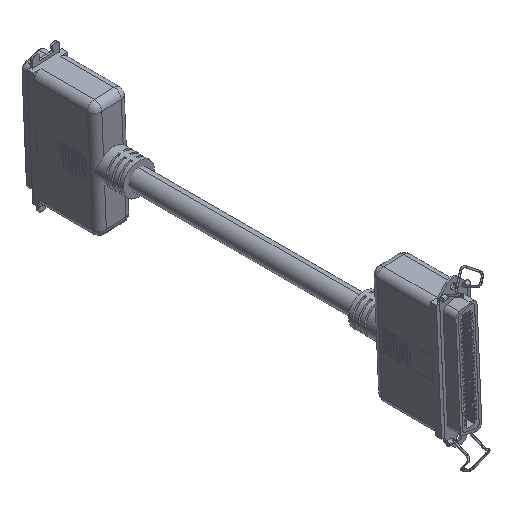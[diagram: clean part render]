
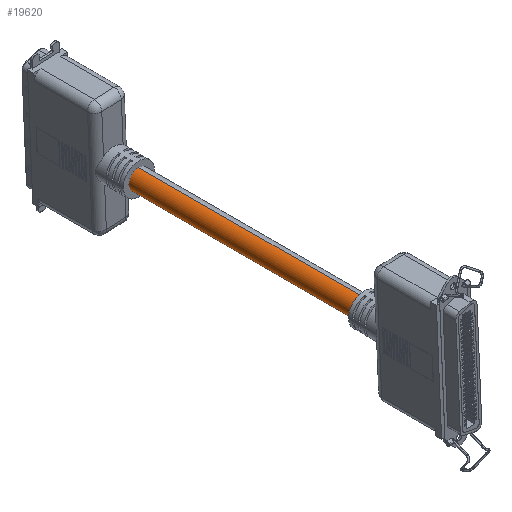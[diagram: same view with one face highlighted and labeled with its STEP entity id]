
A CAD part, isometric view. The second image highlights one B-rep face of the part: STEP entity #19620.
In plain terms, the highlighted cylindrical face has radius 5.461 mm (diameter 10.922 mm), a partial arc.
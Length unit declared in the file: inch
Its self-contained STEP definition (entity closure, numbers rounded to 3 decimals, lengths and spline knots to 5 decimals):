
#19604 = VERTEX_POINT ( 'NONE', #28901 ) ;
#19605 = VERTEX_POINT ( 'NONE', #28900 ) ;
#19607 = EDGE_CURVE ( 'NONE', #19604, #19609, #28899, .T. ) ;
#19609 = VERTEX_POINT ( 'NONE', #28895 ) ;
#19616 = VERTEX_POINT ( 'NONE', #28889 ) ;
#19618 = EDGE_CURVE ( 'NONE', #19605, #19616, #28888, .T. ) ;
#19620 = ADVANCED_FACE ( 'NONE', ( #28884 ), #28882, .T. ) ;
#19711 = EDGE_LOOP ( 'NONE', ( #19714, #19715, #19717, #19719 ) ) ;
#19714 = ORIENTED_EDGE ( 'NONE', *, *, #19607, .F. ) ;
#19715 = ORIENTED_EDGE ( 'NONE', *, *, #19716, .F. ) ;
#19716 = EDGE_CURVE ( 'NONE', #19605, #19604, #28979, .T. ) ;
#19717 = ORIENTED_EDGE ( 'NONE', *, *, #19618, .T. ) ;
#19719 = ORIENTED_EDGE ( 'NONE', *, *, #19720, .T. ) ;
#19720 = EDGE_CURVE ( 'NONE', #19616, #19609, #28974, .T. ) ;
#28878 = DIRECTION ( 'NONE',  ( 0., 0., -1. ) ) ;
#28879 = DIRECTION ( 'NONE',  ( 0., -1., 0. ) ) ;
#28880 = CARTESIAN_POINT ( 'NONE',  ( 0., 2.5, 0. ) ) ;
#28881 = AXIS2_PLACEMENT_3D ( 'NONE', #28880, #28879, #28878 ) ;
#28882 = CYLINDRICAL_SURFACE ( 'NONE', #28881, 0.215 ) ;
#28884 = FACE_OUTER_BOUND ( 'NONE', #19711, .T. ) ;
#28885 = DIRECTION ( 'NONE',  ( 0., -1., 0. ) ) ;
#28886 = VECTOR ( 'NONE', #28885, 39.37008 ) ;
#28887 = CARTESIAN_POINT ( 'NONE',  ( 0., 2.5, -0.215 ) ) ;
#28888 = LINE ( 'NONE', #28887, #28886 ) ;
#28889 = CARTESIAN_POINT ( 'NONE',  ( 0., -2.5, -0.215 ) ) ;
#28895 = CARTESIAN_POINT ( 'NONE',  ( 0., -2.5, 0.215 ) ) ;
#28896 = DIRECTION ( 'NONE',  ( 0., -1., 0. ) ) ;
#28897 = VECTOR ( 'NONE', #28896, 39.37008 ) ;
#28898 = CARTESIAN_POINT ( 'NONE',  ( 0., 2.5, 0.215 ) ) ;
#28899 = LINE ( 'NONE', #28898, #28897 ) ;
#28900 = CARTESIAN_POINT ( 'NONE',  ( 0., 2.5, -0.215 ) ) ;
#28901 = CARTESIAN_POINT ( 'NONE',  ( 0., 2.5, 0.215 ) ) ;
#28970 = DIRECTION ( 'NONE',  ( 0., 0., 1. ) ) ;
#28971 = DIRECTION ( 'NONE',  ( 0., 1., 0. ) ) ;
#28972 = CARTESIAN_POINT ( 'NONE',  ( 0., -2.5, 0. ) ) ;
#28973 = AXIS2_PLACEMENT_3D ( 'NONE', #28972, #28971, #28970 ) ;
#28974 = CIRCLE ( 'NONE', #28973, 0.215 ) ;
#28975 = DIRECTION ( 'NONE',  ( 0., 0., 1. ) ) ;
#28976 = DIRECTION ( 'NONE',  ( 0., 1., 0. ) ) ;
#28977 = CARTESIAN_POINT ( 'NONE',  ( 0., 2.5, 0. ) ) ;
#28978 = AXIS2_PLACEMENT_3D ( 'NONE', #28977, #28976, #28975 ) ;
#28979 = CIRCLE ( 'NONE', #28978, 0.215 ) ;
